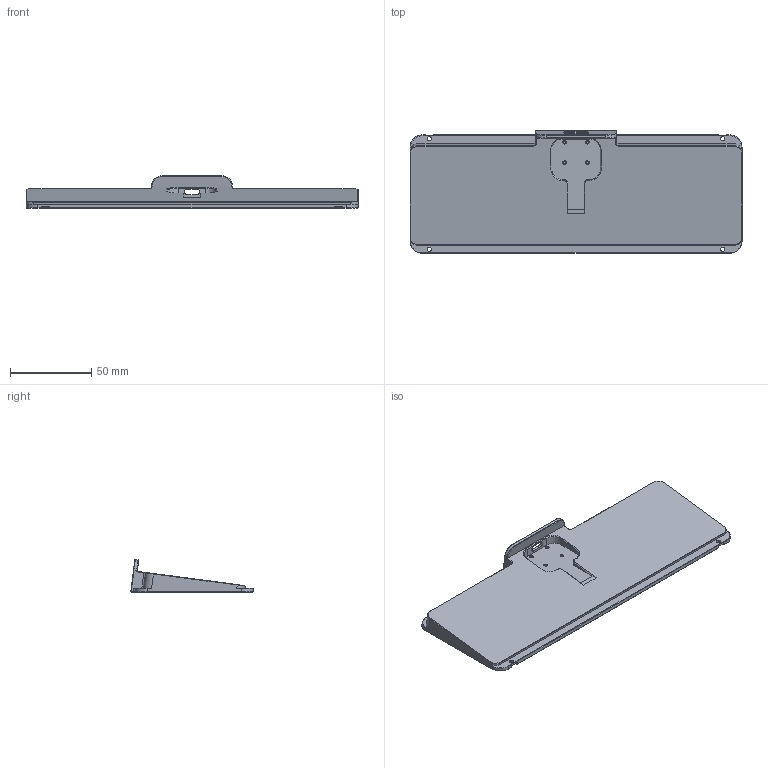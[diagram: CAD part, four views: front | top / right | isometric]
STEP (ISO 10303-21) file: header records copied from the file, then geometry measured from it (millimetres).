
FILE_DESCRIPTION(/* description */ (''),/* implementation_level */ '2;1');
FILE_NAME(/* name */ 'Cap.step',/* time_stamp */ '2022-02-20T20:14:41-08:00',/* author */ (''),/* organization */ (''),/* preprocessor_version */ 'ST-DEVELOPER v18.1',/* originating_system */ 'Autodesk Translation Framework v10.13.0.1454',/* authorisation */ '');
FILE_SCHEMA (('AUTOMOTIVE_DESIGN { 1 0 10303 214 3 1 1 }'));
Length unit declared in the file: millimetre
Products named in the file (1): Cap
Bounding box: 204.82 x 75.42 x 19.9 mm (x, y, z)
Volume: 106279.2 mm3; surface area: 36651.9 mm2
Topology: 1 solids, 1 shells, 412 faces, 1041 edges, 640 vertices
Faces by surface type: cylinder 203, plane 111, bspline 42, cone 36, torus 12, sphere 8
Full cylindrical faces by diameter (mm): 1.623 x24, 2.074 x12, 2.7 x4, 3 x1, 3.5 x1
Entity records: 19206 total; most frequent: CARTESIAN_POINT 9782, ORIENTED_EDGE 2074, DIRECTION 1775, EDGE_CURVE 1037, AXIS2_PLACEMENT_3D 641, VERTEX_POINT 640, LINE 493, VECTOR 493
